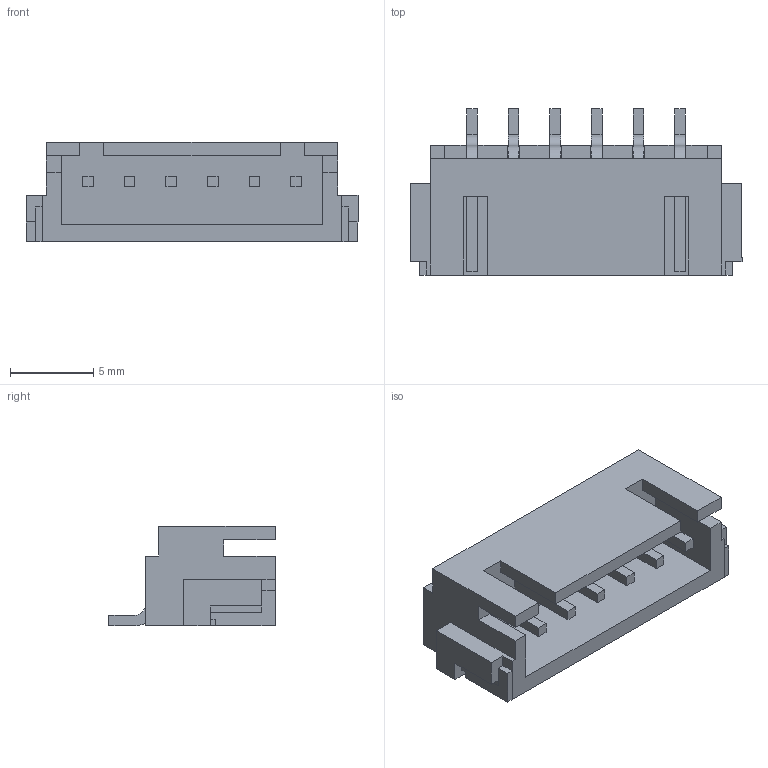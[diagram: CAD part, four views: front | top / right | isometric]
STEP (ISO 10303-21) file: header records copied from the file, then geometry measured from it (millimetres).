
FILE_DESCRIPTION(/* description */ ('STEP AP214'),/* implementation_level */ '2;1');
FILE_NAME(/* name */ 'JST - S6B-XH-SM4-TB.step',/* time_stamp */ '2025-08-29T04:42:32+01:00',/* author */ (''),/* organization */ (''),/* preprocessor_version */ 'ST-DEVELOPER v20.1',/* originating_system */ 'Autodesk Translation Framework v14.10.0.0',/* authorisation */ '');
FILE_SCHEMA (('AUTOMOTIVE_DESIGN { 1 0 10303 214 3 1 1 }'));
Length unit declared in the file: millimetre
Products named in the file (1): S6B-XH-SM4
Bounding box: 19.95 x 10 x 6 mm (x, y, z)
Volume: 486.2 mm3; surface area: 969.3 mm2
Topology: 1 solids, 1 shells, 198 faces, 538 edges, 354 vertices
Faces by surface type: plane 174, cylinder 24
Entity records: 6299 total; most frequent: CARTESIAN_POINT 1091, ORIENTED_EDGE 1076, DIRECTION 984, EDGE_CURVE 538, LINE 490, VECTOR 490, VERTEX_POINT 354, AXIS2_PLACEMENT_3D 247
